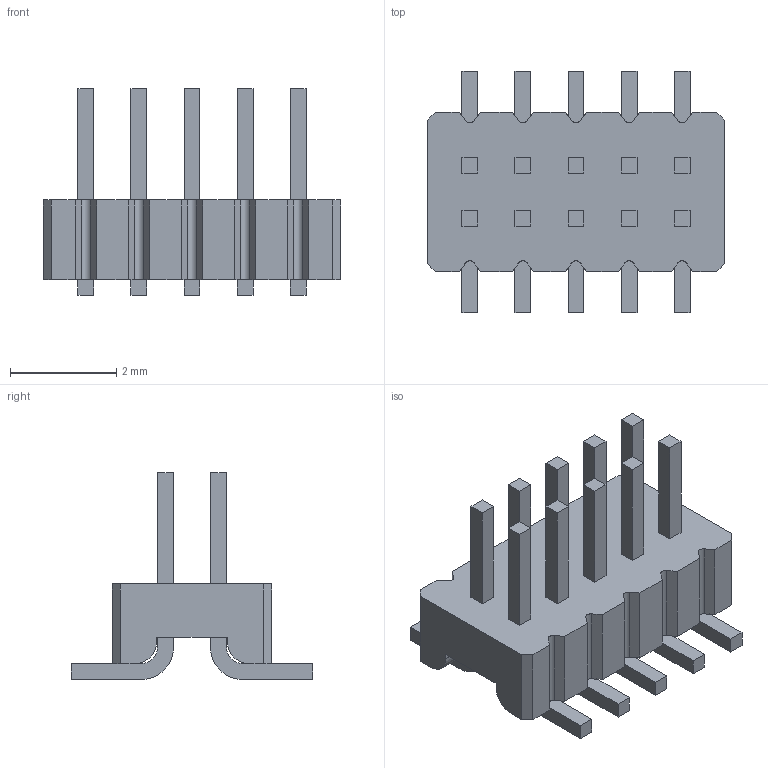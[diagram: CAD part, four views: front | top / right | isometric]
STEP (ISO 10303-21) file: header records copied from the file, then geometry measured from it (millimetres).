
FILE_DESCRIPTION((''),'2;1');
FILE_NAME('C-5-2331928-5','2022-07-07T06:56:58',('workeradm'),('TE Connectivity Ltd.'),'CREO PARAMETRIC BY PTC INC, 2021072','CREO PARAMETRIC BY PTC INC, 2021072','');
FILE_SCHEMA(('AUTOMOTIVE_DESIGN { 1 0 10303 214 1 1 1 1 }'));
Length unit declared in the file: millimetre
Products named in the file (1): C-5-2331928-5
Bounding box: 5.6 x 4.55 x 3.9 mm (x, y, z)
Volume: 24.2 mm3; surface area: 113.1 mm2
Topology: 1 solids, 1 shells, 216 faces, 602 edges, 388 vertices
Faces by surface type: plane 184, cylinder 32
Entity records: 7006 total; most frequent: CARTESIAN_POINT 1208, ORIENTED_EDGE 1204, DIRECTION 1098, EDGE_CURVE 602, VECTOR 538, LINE 538, VERTEX_POINT 388, AXIS2_PLACEMENT_3D 280
